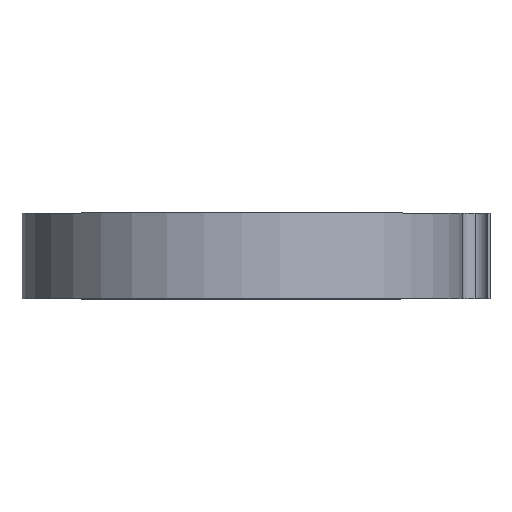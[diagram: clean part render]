
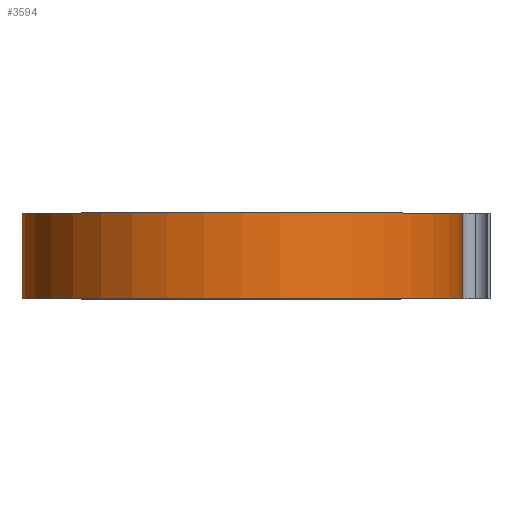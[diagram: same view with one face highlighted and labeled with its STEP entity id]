
A CAD part, top view. The second image highlights one B-rep face of the part: STEP entity #3594.
In plain terms, the highlighted cylindrical face has radius 51.499 mm (diameter 102.998 mm), a partial arc.
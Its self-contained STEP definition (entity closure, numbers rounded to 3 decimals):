
#79 = AXIS2_PLACEMENT_3D ( 'NONE', #3606, #5210, #4891 ) ;
#210 = ORIENTED_EDGE ( 'NONE', *, *, #2610, .F. ) ;
#256 = AXIS2_PLACEMENT_3D ( 'NONE', #1613, #3630, #5229 ) ;
#330 = DIRECTION ( 'NONE',  ( 1., 0., 0. ) ) ;
#800 = ORIENTED_EDGE ( 'NONE', *, *, #1300, .T. ) ;
#925 = VECTOR ( 'NONE', #4404, 1000. ) ;
#1102 = CIRCLE ( 'NONE', #1697, 51.499 ) ;
#1251 = CARTESIAN_POINT ( 'NONE',  ( -51.499, 20., 0. ) ) ;
#1300 = EDGE_CURVE ( 'NONE', #2587, #1312, #4028, .T. ) ;
#1312 = VERTEX_POINT ( 'NONE', #3187 ) ;
#1363 = CARTESIAN_POINT ( 'NONE',  ( 51.499, 0., 0. ) ) ;
#1613 = CARTESIAN_POINT ( 'NONE',  ( 0., 20., 0. ) ) ;
#1650 = VECTOR ( 'NONE', #4508, 1000. ) ;
#1697 = AXIS2_PLACEMENT_3D ( 'NONE', #4388, #1958, #330 ) ;
#1958 = DIRECTION ( 'NONE',  ( 0., 1., 0. ) ) ;
#1990 = CYLINDRICAL_SURFACE ( 'NONE', #79, 51.499 ) ;
#2255 = VERTEX_POINT ( 'NONE', #1363 ) ;
#2389 = CARTESIAN_POINT ( 'NONE',  ( -51.499, 20., 0. ) ) ;
#2587 = VERTEX_POINT ( 'NONE', #1251 ) ;
#2610 = EDGE_CURVE ( 'NONE', #3900, #2255, #3266, .T. ) ;
#2640 = CARTESIAN_POINT ( 'NONE',  ( 51.499, 20., 0. ) ) ;
#3147 = ORIENTED_EDGE ( 'NONE', *, *, #3496, .F. ) ;
#3187 = CARTESIAN_POINT ( 'NONE',  ( -51.499, 0., 0. ) ) ;
#3266 = LINE ( 'NONE', #4901, #925 ) ;
#3408 = EDGE_CURVE ( 'NONE', #1312, #2255, #1102, .T. ) ;
#3496 = EDGE_CURVE ( 'NONE', #2587, #3900, #3654, .T. ) ;
#3594 = ADVANCED_FACE ( 'NONE', ( #4473 ), #1990, .T. ) ;
#3606 = CARTESIAN_POINT ( 'NONE',  ( 0., 20., 0. ) ) ;
#3630 = DIRECTION ( 'NONE',  ( 0., 1., 0. ) ) ;
#3654 = CIRCLE ( 'NONE', #256, 51.499 ) ;
#3900 = VERTEX_POINT ( 'NONE', #2640 ) ;
#3998 = EDGE_LOOP ( 'NONE', ( #4533, #210, #3147, #800 ) ) ;
#4028 = LINE ( 'NONE', #2389, #1650 ) ;
#4388 = CARTESIAN_POINT ( 'NONE',  ( 0., 0., 0. ) ) ;
#4404 = DIRECTION ( 'NONE',  ( 0., -1., 0. ) ) ;
#4473 = FACE_OUTER_BOUND ( 'NONE', #3998, .T. ) ;
#4508 = DIRECTION ( 'NONE',  ( 0., -1., 0. ) ) ;
#4533 = ORIENTED_EDGE ( 'NONE', *, *, #3408, .T. ) ;
#4891 = DIRECTION ( 'NONE',  ( 0., 0., -1. ) ) ;
#4901 = CARTESIAN_POINT ( 'NONE',  ( 51.499, 20., 0. ) ) ;
#5210 = DIRECTION ( 'NONE',  ( 0., -1., 0. ) ) ;
#5229 = DIRECTION ( 'NONE',  ( 1., 0., 0. ) ) ;
